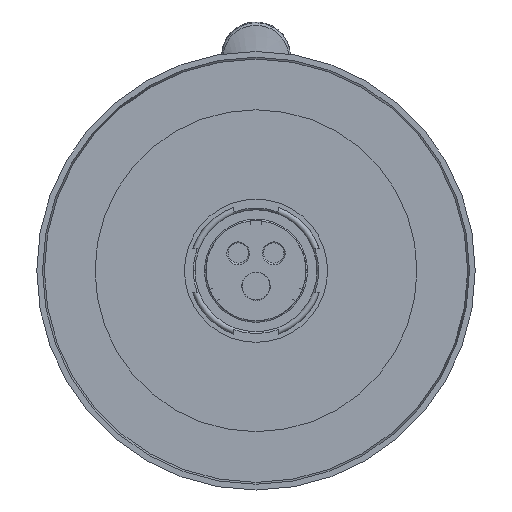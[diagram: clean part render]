
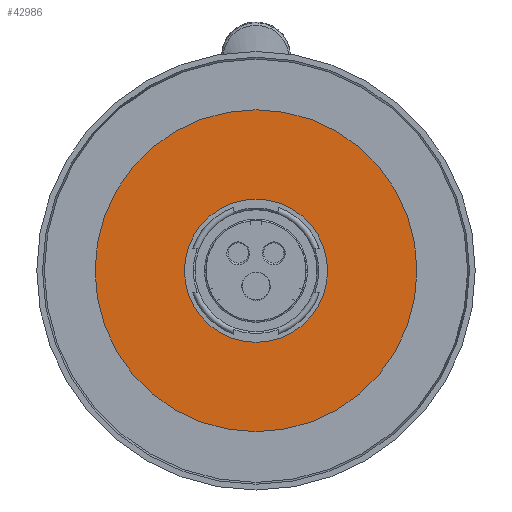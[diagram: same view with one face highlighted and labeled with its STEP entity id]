
A CAD part, front view. The second image highlights one B-rep face of the part: STEP entity #42986.
In plain terms, the highlighted planar face has unit normal (0, -1, 0).
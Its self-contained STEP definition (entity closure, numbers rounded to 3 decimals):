
#42429=CARTESIAN_POINT('',(0.,53.8,0.));
#42430=DIRECTION('',(0.,-1.,0.));
#42431=DIRECTION('',(1.,0.,0.));
#42432=AXIS2_PLACEMENT_3D('',#42429,#42430,#42431);
#42434=CARTESIAN_POINT('',(0.,53.8,0.));
#42435=DIRECTION('',(0.,-1.,0.));
#42436=DIRECTION('',(-1.,0.,0.));
#42437=AXIS2_PLACEMENT_3D('',#42434,#42435,#42436);
#42439=CARTESIAN_POINT('',(0.,53.8,0.));
#42440=DIRECTION('',(0.,-1.,0.));
#42441=DIRECTION('',(0.,0.,-1.));
#42442=AXIS2_PLACEMENT_3D('',#42439,#42440,#42441);
#42444=CARTESIAN_POINT('',(0.,53.8,0.));
#42445=DIRECTION('',(0.,-1.,0.));
#42446=DIRECTION('',(0.,0.,1.));
#42447=AXIS2_PLACEMENT_3D('',#42444,#42445,#42446);
#42777=CARTESIAN_POINT('',(0.,53.8,-28.25));
#42778=CARTESIAN_POINT('',(0.,53.8,28.25));
#42779=VERTEX_POINT('',#42777);
#42780=VERTEX_POINT('',#42778);
#42865=CARTESIAN_POINT('',(63.5,53.8,0.));
#42866=CARTESIAN_POINT('',(-63.5,53.8,0.));
#42867=VERTEX_POINT('',#42865);
#42868=VERTEX_POINT('',#42866);
#42970=CARTESIAN_POINT('',(0.,53.8,0.));
#42971=DIRECTION('',(0.,1.,0.));
#42972=DIRECTION('',(1.,0.,0.));
#42973=AXIS2_PLACEMENT_3D('',#42970,#42971,#42972);
#42974=PLANE('',#42973);
#42976=ORIENTED_EDGE('',*,*,#42975,.F.);
#42978=ORIENTED_EDGE('',*,*,#42977,.F.);
#42979=EDGE_LOOP('',(#42976,#42978));
#42980=FACE_OUTER_BOUND('',#42979,.F.);
#42981=ORIENTED_EDGE('',*,*,#42953,.T.);
#42983=ORIENTED_EDGE('',*,*,#42982,.T.);
#42984=EDGE_LOOP('',(#42981,#42983));
#42985=FACE_BOUND('',#42984,.F.);
#42986=ADVANCED_FACE('',(#42980,#42985),#42974,.F.);
#42433=CIRCLE('',#42432,63.5);
#42438=CIRCLE('',#42437,63.5);
#42443=CIRCLE('',#42442,28.25);
#42448=CIRCLE('',#42447,28.25);
#42953=EDGE_CURVE('',#42779,#42780,#42443,.T.);
#42975=EDGE_CURVE('',#42867,#42868,#42433,.T.);
#42977=EDGE_CURVE('',#42868,#42867,#42438,.T.);
#42982=EDGE_CURVE('',#42780,#42779,#42448,.T.);
